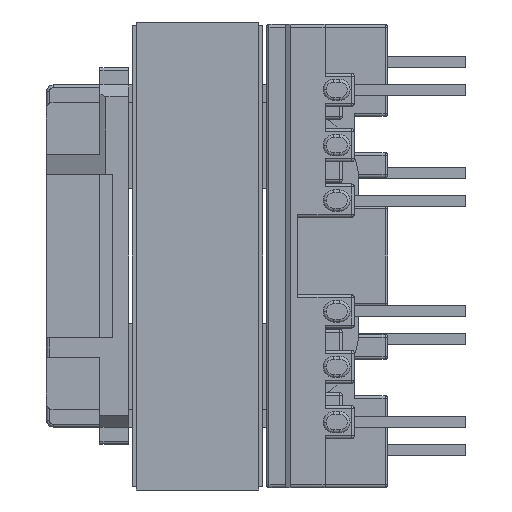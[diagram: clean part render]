
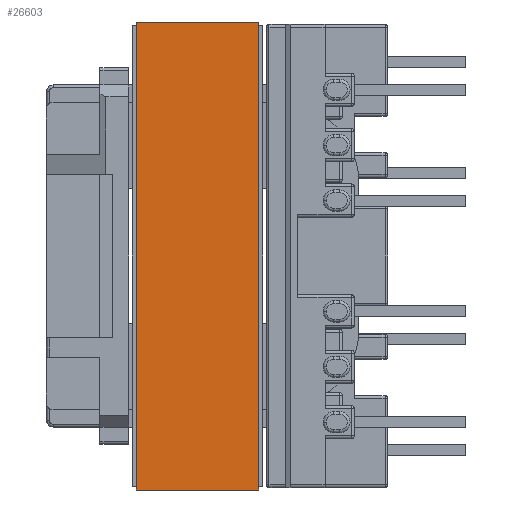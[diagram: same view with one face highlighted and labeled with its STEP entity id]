
A CAD part, left-side view. The second image highlights one B-rep face of the part: STEP entity #26603.
In plain terms, the highlighted face is planar.
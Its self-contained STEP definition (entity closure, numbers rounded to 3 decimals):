
#1175 = EDGE_LOOP ( 'NONE', ( #7231, #18493, #2486, #20488 ) ) ;
#2486 = ORIENTED_EDGE ( 'NONE', *, *, #24343, .T. ) ;
#3092 = PLANE ( 'NONE',  #15086 ) ;
#6440 = DIRECTION ( 'NONE',  ( -1., 0., 0. ) ) ;
#6849 = VERTEX_POINT ( 'NONE', #6858 ) ;
#6858 = CARTESIAN_POINT ( 'NONE',  ( -0.16, 0.16, -5.54 ) ) ;
#6950 = VECTOR ( 'NONE', #6440, 1000. ) ;
#7231 = ORIENTED_EDGE ( 'NONE', *, *, #19965, .F. ) ;
#7621 = VECTOR ( 'NONE', #14749, 1000. ) ;
#7785 = EDGE_CURVE ( 'NONE', #10035, #10716, #8688, .T. ) ;
#8688 = LINE ( 'NONE', #17040, #20276 ) ;
#10035 = VERTEX_POINT ( 'NONE', #12080 ) ;
#10716 = VERTEX_POINT ( 'NONE', #14398 ) ;
#11447 = LINE ( 'NONE', #12591, #6950 ) ;
#11679 = DIRECTION ( 'NONE',  ( 0., 0., 1. ) ) ;
#12018 = VECTOR ( 'NONE', #18388, 1000. ) ;
#12080 = CARTESIAN_POINT ( 'NONE',  ( 20.96, 0.16, -5.54 ) ) ;
#12591 = CARTESIAN_POINT ( 'NONE',  ( -0.16, 0.16, -5.54 ) ) ;
#14398 = CARTESIAN_POINT ( 'NONE',  ( 20.96, 0.16, 0. ) ) ;
#14749 = DIRECTION ( 'NONE',  ( 0., 0., 1. ) ) ;
#15086 = AXIS2_PLACEMENT_3D ( 'NONE', #23846, #25914, #11679 ) ;
#15233 = LINE ( 'NONE', #16405, #12018 ) ;
#15678 = LINE ( 'NONE', #16429, #7621 ) ;
#16405 = CARTESIAN_POINT ( 'NONE',  ( -0.16, 0.16, 0. ) ) ;
#16416 = FACE_OUTER_BOUND ( 'NONE', #1175, .T. ) ;
#16429 = CARTESIAN_POINT ( 'NONE',  ( -0.16, 0.16, -5.54 ) ) ;
#17040 = CARTESIAN_POINT ( 'NONE',  ( 20.96, 0.16, -5.54 ) ) ;
#18388 = DIRECTION ( 'NONE',  ( -1., 0., 0. ) ) ;
#18493 = ORIENTED_EDGE ( 'NONE', *, *, #7785, .F. ) ;
#19965 = EDGE_CURVE ( 'NONE', #10716, #21425, #15233, .T. ) ;
#20276 = VECTOR ( 'NONE', #22503, 1000. ) ;
#20488 = ORIENTED_EDGE ( 'NONE', *, *, #23200, .T. ) ;
#21425 = VERTEX_POINT ( 'NONE', #26250 ) ;
#22503 = DIRECTION ( 'NONE',  ( 0., 0., 1. ) ) ;
#23200 = EDGE_CURVE ( 'NONE', #6849, #21425, #15678, .T. ) ;
#23846 = CARTESIAN_POINT ( 'NONE',  ( -0.16, 0.16, -5.54 ) ) ;
#24343 = EDGE_CURVE ( 'NONE', #10035, #6849, #11447, .T. ) ;
#25914 = DIRECTION ( 'NONE',  ( 0., 1., 0. ) ) ;
#26250 = CARTESIAN_POINT ( 'NONE',  ( -0.16, 0.16, 0. ) ) ;
#26603 = ADVANCED_FACE ( 'NONE', ( #16416 ), #3092, .T. ) ;
